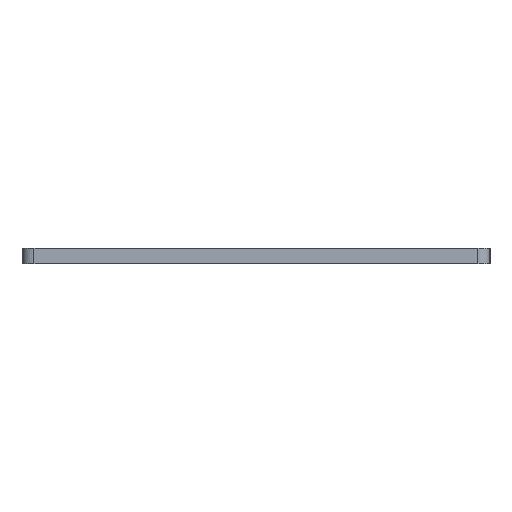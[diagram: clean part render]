
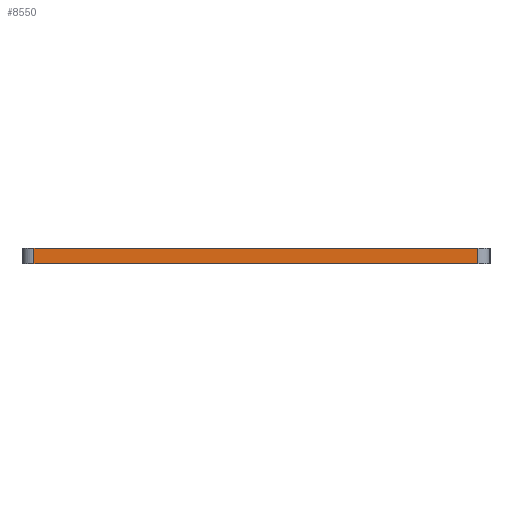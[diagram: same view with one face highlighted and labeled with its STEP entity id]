
A CAD part, left-side view. The second image highlights one B-rep face of the part: STEP entity #8550.
In plain terms, the highlighted planar face has unit normal (-1, 0, 0).
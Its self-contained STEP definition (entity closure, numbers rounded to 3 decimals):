
#83 = PLANE('',#84);
#84 = AXIS2_PLACEMENT_3D('',#85,#86,#87);
#85 = CARTESIAN_POINT('',(148.501,-105.004,1.6));
#86 = DIRECTION('',(-0.,-0.,-1.));
#87 = DIRECTION('',(-1.,0.,0.));
#137 = PLANE('',#138);
#138 = AXIS2_PLACEMENT_3D('',#139,#140,#141);
#139 = CARTESIAN_POINT('',(148.501,-105.004,0.));
#140 = DIRECTION('',(-0.,-0.,-1.));
#141 = DIRECTION('',(-1.,0.,0.));
#350 = VERTEX_POINT('',#351);
#351 = CARTESIAN_POINT('',(102.781,-128.499,0.));
#370 = CYLINDRICAL_SURFACE('',#371,1.27);
#371 = AXIS2_PLACEMENT_3D('',#372,#373,#374);
#372 = CARTESIAN_POINT('',(104.051,-128.499,0.));
#373 = DIRECTION('',(-0.,-0.,-1.));
#374 = DIRECTION('',(1.,0.,-0.));
#382 = EDGE_CURVE('',#350,#383,#385,.T.);
#383 = VERTEX_POINT('',#384);
#384 = CARTESIAN_POINT('',(102.781,-81.509,0.));
#385 = SURFACE_CURVE('',#386,(#390,#397),.PCURVE_S1.);
#386 = LINE('',#387,#388);
#387 = CARTESIAN_POINT('',(102.781,-128.499,0.));
#388 = VECTOR('',#389,1.);
#389 = DIRECTION('',(0.,1.,0.));
#390 = PCURVE('',#137,#391);
#391 = DEFINITIONAL_REPRESENTATION('',(#392),#396);
#392 = LINE('',#393,#394);
#393 = CARTESIAN_POINT('',(45.72,-23.495));
#394 = VECTOR('',#395,1.);
#395 = DIRECTION('',(0.,1.));
#396 = ( GEOMETRIC_REPRESENTATION_CONTEXT(2) 
PARAMETRIC_REPRESENTATION_CONTEXT() REPRESENTATION_CONTEXT('2D SPACE',''
  ) );
#397 = PCURVE('',#398,#403);
#398 = PLANE('',#399);
#399 = AXIS2_PLACEMENT_3D('',#400,#401,#402);
#400 = CARTESIAN_POINT('',(102.781,-128.499,0.));
#401 = DIRECTION('',(-1.,0.,0.));
#402 = DIRECTION('',(0.,1.,0.));
#403 = DEFINITIONAL_REPRESENTATION('',(#404),#408);
#404 = LINE('',#405,#406);
#405 = CARTESIAN_POINT('',(0.,0.));
#406 = VECTOR('',#407,1.);
#407 = DIRECTION('',(1.,0.));
#408 = ( GEOMETRIC_REPRESENTATION_CONTEXT(2) 
PARAMETRIC_REPRESENTATION_CONTEXT() REPRESENTATION_CONTEXT('2D SPACE',''
  ) );
#431 = CYLINDRICAL_SURFACE('',#432,1.27);
#432 = AXIS2_PLACEMENT_3D('',#433,#434,#435);
#433 = CARTESIAN_POINT('',(104.051,-81.509,0.));
#434 = DIRECTION('',(-0.,-0.,-1.));
#435 = DIRECTION('',(1.,0.,-0.));
#4761 = VERTEX_POINT('',#4762);
#4762 = CARTESIAN_POINT('',(102.781,-128.499,1.6));
#4788 = EDGE_CURVE('',#4761,#4789,#4791,.T.);
#4789 = VERTEX_POINT('',#4790);
#4790 = CARTESIAN_POINT('',(102.781,-81.509,1.6));
#4791 = SURFACE_CURVE('',#4792,(#4796,#4803),.PCURVE_S1.);
#4792 = LINE('',#4793,#4794);
#4793 = CARTESIAN_POINT('',(102.781,-128.499,1.6));
#4794 = VECTOR('',#4795,1.);
#4795 = DIRECTION('',(0.,1.,0.));
#4796 = PCURVE('',#83,#4797);
#4797 = DEFINITIONAL_REPRESENTATION('',(#4798),#4802);
#4798 = LINE('',#4799,#4800);
#4799 = CARTESIAN_POINT('',(45.72,-23.495));
#4800 = VECTOR('',#4801,1.);
#4801 = DIRECTION('',(0.,1.));
#4802 = ( GEOMETRIC_REPRESENTATION_CONTEXT(2) 
PARAMETRIC_REPRESENTATION_CONTEXT() REPRESENTATION_CONTEXT('2D SPACE',''
  ) );
#4803 = PCURVE('',#398,#4804);
#4804 = DEFINITIONAL_REPRESENTATION('',(#4805),#4809);
#4805 = LINE('',#4806,#4807);
#4806 = CARTESIAN_POINT('',(0.,-1.6));
#4807 = VECTOR('',#4808,1.);
#4808 = DIRECTION('',(1.,0.));
#4809 = ( GEOMETRIC_REPRESENTATION_CONTEXT(2) 
PARAMETRIC_REPRESENTATION_CONTEXT() REPRESENTATION_CONTEXT('2D SPACE',''
  ) );
#8502 = EDGE_CURVE('',#383,#4789,#8503,.T.);
#8503 = SURFACE_CURVE('',#8504,(#8508,#8515),.PCURVE_S1.);
#8504 = LINE('',#8505,#8506);
#8505 = CARTESIAN_POINT('',(102.781,-81.509,0.));
#8506 = VECTOR('',#8507,1.);
#8507 = DIRECTION('',(0.,0.,1.));
#8508 = PCURVE('',#431,#8509);
#8509 = DEFINITIONAL_REPRESENTATION('',(#8510),#8514);
#8510 = LINE('',#8511,#8512);
#8511 = CARTESIAN_POINT('',(-3.141,0.));
#8512 = VECTOR('',#8513,1.);
#8513 = DIRECTION('',(-0.,-1.));
#8514 = ( GEOMETRIC_REPRESENTATION_CONTEXT(2) 
PARAMETRIC_REPRESENTATION_CONTEXT() REPRESENTATION_CONTEXT('2D SPACE',''
  ) );
#8515 = PCURVE('',#398,#8516);
#8516 = DEFINITIONAL_REPRESENTATION('',(#8517),#8521);
#8517 = LINE('',#8518,#8519);
#8518 = CARTESIAN_POINT('',(46.99,0.));
#8519 = VECTOR('',#8520,1.);
#8520 = DIRECTION('',(0.,-1.));
#8521 = ( GEOMETRIC_REPRESENTATION_CONTEXT(2) 
PARAMETRIC_REPRESENTATION_CONTEXT() REPRESENTATION_CONTEXT('2D SPACE',''
  ) );
#8527 = EDGE_CURVE('',#350,#4761,#8528,.T.);
#8528 = SURFACE_CURVE('',#8529,(#8533,#8540),.PCURVE_S1.);
#8529 = LINE('',#8530,#8531);
#8530 = CARTESIAN_POINT('',(102.781,-128.499,0.));
#8531 = VECTOR('',#8532,1.);
#8532 = DIRECTION('',(0.,0.,1.));
#8533 = PCURVE('',#370,#8534);
#8534 = DEFINITIONAL_REPRESENTATION('',(#8535),#8539);
#8535 = LINE('',#8536,#8537);
#8536 = CARTESIAN_POINT('',(-3.141,0.));
#8537 = VECTOR('',#8538,1.);
#8538 = DIRECTION('',(-0.,-1.));
#8539 = ( GEOMETRIC_REPRESENTATION_CONTEXT(2) 
PARAMETRIC_REPRESENTATION_CONTEXT() REPRESENTATION_CONTEXT('2D SPACE',''
  ) );
#8540 = PCURVE('',#398,#8541);
#8541 = DEFINITIONAL_REPRESENTATION('',(#8542),#8546);
#8542 = LINE('',#8543,#8544);
#8543 = CARTESIAN_POINT('',(0.,0.));
#8544 = VECTOR('',#8545,1.);
#8545 = DIRECTION('',(0.,-1.));
#8546 = ( GEOMETRIC_REPRESENTATION_CONTEXT(2) 
PARAMETRIC_REPRESENTATION_CONTEXT() REPRESENTATION_CONTEXT('2D SPACE',''
  ) );
#8550 = ADVANCED_FACE('',(#8551),#398,.T.);
#8551 = FACE_BOUND('',#8552,.T.);
#8552 = EDGE_LOOP('',(#8553,#8554,#8555,#8556));
#8553 = ORIENTED_EDGE('',*,*,#8527,.T.);
#8554 = ORIENTED_EDGE('',*,*,#4788,.T.);
#8555 = ORIENTED_EDGE('',*,*,#8502,.F.);
#8556 = ORIENTED_EDGE('',*,*,#382,.F.);
